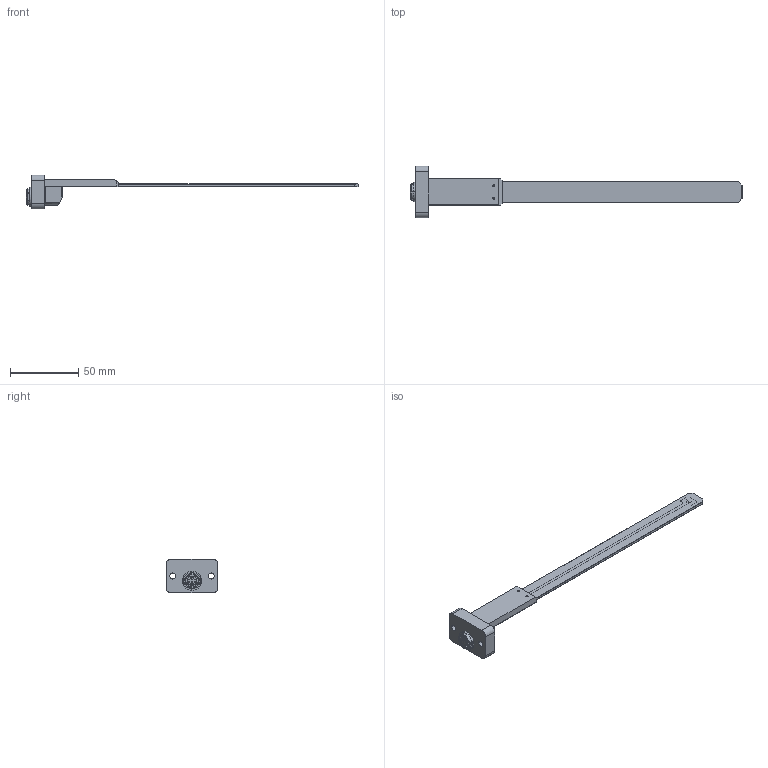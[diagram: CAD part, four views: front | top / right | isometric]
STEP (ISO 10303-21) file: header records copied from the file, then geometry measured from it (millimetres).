
FILE_DESCRIPTION (( 'STEP AP214' ), '1' );
FILE_NAME ('88202170-Hall Probe 30kG.STEP', '2014-03-13T19:22:36', ( 'Andrew' ), ( 'Microsoft' ), 'SwSTEP 2.0', 'SolidWorks 2014', '' );
FILE_SCHEMA (( 'AUTOMOTIVE_DESIGN' ));
Length unit declared in the file: inch
Products named in the file (15): Lemo EXP 1B 310 HLN; Lemo EXG1B Nut 2; Lemo EXG1B Nut 1; 88202170-Hall Probe 30kG; 17223220  A; flat head screw_ai_CR-FHMS 0.06-80x0.188x0.188-N; 17223210  A; 17222850  A; 85203160  A; 0603 Resistor___; User Library-res0603_res0603_body___; User Library-res0603_pad_0603___; HE244T; Hall Probe 2 PCB
Assembly tree (16 placements, depth 4):
  88202170-Hall Probe 30kG
    85203160  A
      Lemo EXP 1B 310 HLN
        Lemo EXP 1B 310 HLN
        Lemo EXG1B Nut 1
        Lemo EXG1B Nut 2
      Hall Probe 2 PCB
      HE244T
      0603 Resistor___  x2
        User Library-res0603_pad_0603___
        User Library-res0603_res0603_body___
    17222850  A
    17223210  A
    flat head screw_ai_CR-FHMS 0.06-80x0.188x0.188-N  x2
    17223220  A
Bounding box: 242.96 x 37.8 x 24.8 mm (x, y, z)
Volume: 20281.3 mm3; surface area: 29468.1 mm2
Topology: 16 solids, 18 shells, 458 faces, 1085 edges, 706 vertices
Faces by surface type: plane 311, cylinder 112, cone 25, bspline 10
Entity records: 14024 total; most frequent: CARTESIAN_POINT 2434, DIRECTION 1926, ORIENTED_EDGE 1830, EDGE_CURVE 915, AXIS2_PLACEMENT_3D 646, VECTOR 634, LINE 634, VERTEX_POINT 598
